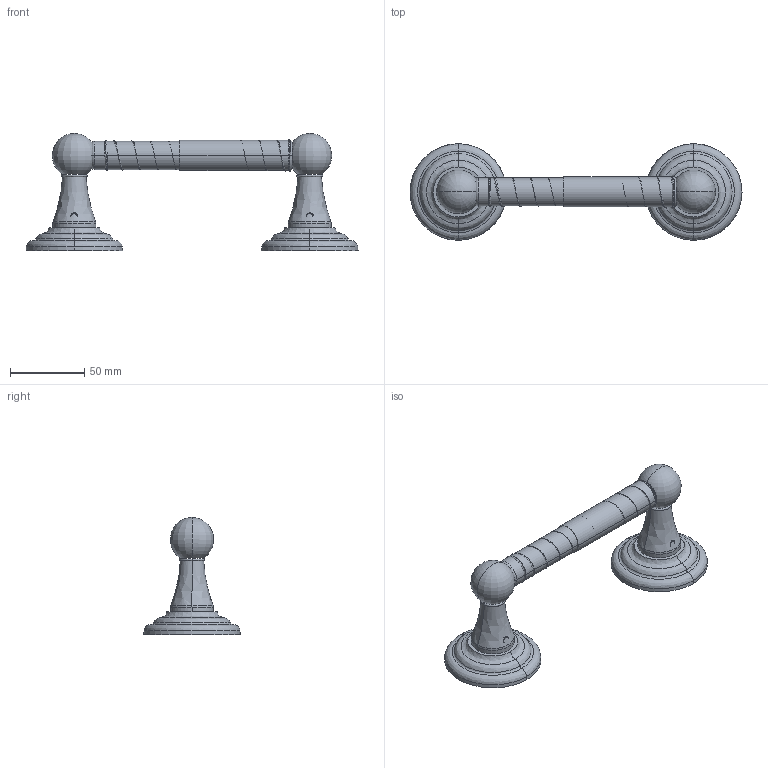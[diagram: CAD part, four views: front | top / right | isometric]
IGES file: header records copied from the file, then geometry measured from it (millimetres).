
Start section:  PTC IGES file: 75-28.igs
Global section: file name: 75-28.igs; native system: Pro/ENGINEER by Parametric Technology Corporation; preprocessor: 2009300; author: project; organization: Unknown; date: 20101111.120327; units: inch
Bounding box: 223.9 x 65.15 x 78.98 mm (x, y, z)
Surface area: 40526.2 mm2 (no closed solid volume)
Topology: 0 solids, 14 shells, 77 faces, 184 edges, 114 vertices
Faces by surface type: revolution 48, bspline 29
